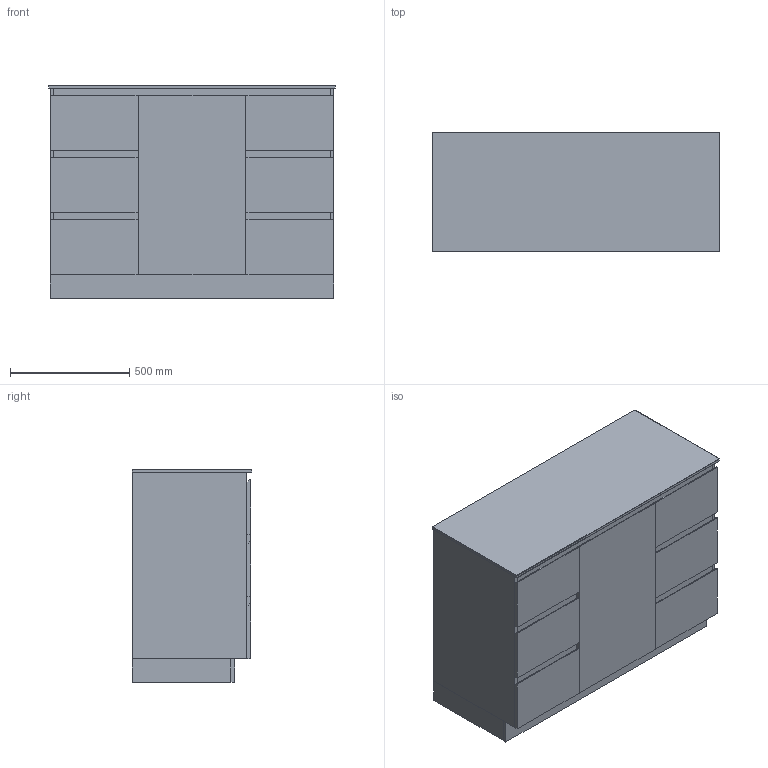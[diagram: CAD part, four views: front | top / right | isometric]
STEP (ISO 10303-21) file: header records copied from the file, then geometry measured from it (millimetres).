
FILE_DESCRIPTION(/* description */ (''),/* implementation_level */ '2;1');
FILE_NAME(/* name */ 'Domaine Hamper 1200 (12MM)',/* time_stamp */ '2025-07-09T14:49:53+10:00',/* author */ (''),/* organization */ (''),/* preprocessor_version */ 'ST-DEVELOPER v16.5',/* originating_system */ '',/* authorisation */ '');
FILE_SCHEMA (('AUTOMOTIVE_DESIGN'));
Length unit declared in the file: millimetre
Products named in the file (7): Document; Domaine Hamper 1200 (12MM); Domaine Hamper ALL; Domaine Hamper 1200; Domaine Hamper 1200 FM; Blank Benchtops ALL678910111213141516; 1200 Benchtop (12MM)2345
Assembly tree (6 placements, depth 5):
  Document
    Domaine Hamper 1200 (12MM)
      Domaine Hamper ALL
        Domaine Hamper 1200
          Domaine Hamper 1200 FM
      Blank Benchtops ALL678910111213141516
        1200 Benchtop (12MM)2345
Bounding box: 1200 x 500 x 892 mm (x, y, z)
Volume: 81879962.9 mm3; surface area: 11125892.6 mm2
Topology: 21 solids, 21 shells, 169 faces, 369 edges, 238 vertices
Faces by surface type: plane 155, cylinder 10, bspline 4
Entity records: 4595 total; most frequent: CARTESIAN_POINT 1348, ORIENTED_EDGE 730, EDGE_CURVE 365, B_SPLINE_CURVE_WITH_KNOTS 349, VERTEX_POINT 238, DIRECTION 195, AXIS2_PLACEMENT_3D 180, ADVANCED_FACE 169
